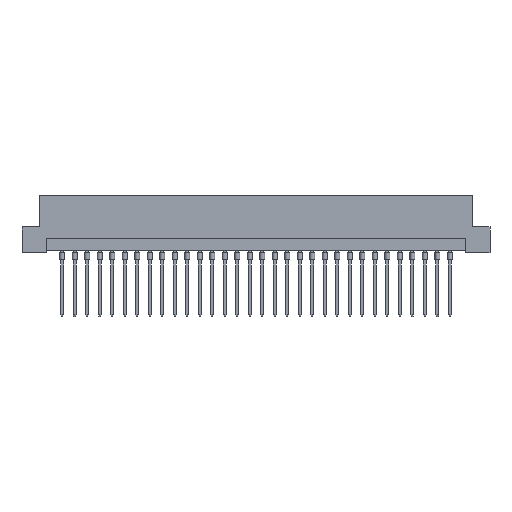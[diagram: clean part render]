
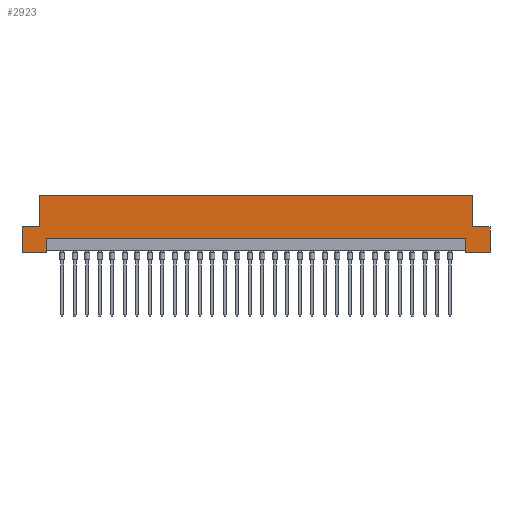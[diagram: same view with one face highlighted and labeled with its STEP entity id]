
A CAD part, front view. The second image highlights one B-rep face of the part: STEP entity #2923.
In plain terms, the highlighted planar face has unit normal (0, -1, 0).
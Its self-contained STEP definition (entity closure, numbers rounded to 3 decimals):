
#49 = DIRECTION ( 'NONE',  ( 1., 0., 0. ) ) ;
#227 = VERTEX_POINT ( 'NONE', #8618 ) ;
#635 = LINE ( 'NONE', #6176, #5798 ) ;
#735 = DIRECTION ( 'NONE',  ( 0., 0., 1. ) ) ;
#829 = CARTESIAN_POINT ( 'NONE',  ( 42.6, 0., 2.9 ) ) ;
#871 = ORIENTED_EDGE ( 'NONE', *, *, #12433, .F. ) ;
#950 = ORIENTED_EDGE ( 'NONE', *, *, #9965, .T. ) ;
#1037 = VECTOR ( 'NONE', #4087, 1000. ) ;
#1411 = LINE ( 'NONE', #8369, #7826 ) ;
#1767 = ORIENTED_EDGE ( 'NONE', *, *, #16458, .F. ) ;
#1939 = EDGE_CURVE ( 'NONE', #10306, #10500, #6079, .T. ) ;
#2066 = VECTOR ( 'NONE', #17502, 1000. ) ;
#2079 = ORIENTED_EDGE ( 'NONE', *, *, #7949, .F. ) ;
#2335 = EDGE_CURVE ( 'NONE', #8727, #16464, #4705, .T. ) ;
#2395 = CARTESIAN_POINT ( 'NONE',  ( -47.5, 0., 5.2 ) ) ;
#2511 = DIRECTION ( 'NONE',  ( -1., 0., 0. ) ) ;
#2757 = CARTESIAN_POINT ( 'NONE',  ( -47.5, 0., 0. ) ) ;
#2779 = VECTOR ( 'NONE', #735, 1000. ) ;
#2923 = ADVANCED_FACE ( 'NONE', ( #6546 ), #16003, .F. ) ;
#3049 = CARTESIAN_POINT ( 'NONE',  ( 47.5, 0., 0. ) ) ;
#3189 = EDGE_LOOP ( 'NONE', ( #1767, #950, #17324, #871, #12594, #6431, #16199, #12802, #7344, #7044, #5474, #2079 ) ) ;
#3770 = VECTOR ( 'NONE', #14671, 1000. ) ;
#4087 = DIRECTION ( 'NONE',  ( 0., 0., 1. ) ) ;
#4509 = EDGE_CURVE ( 'NONE', #17597, #11901, #9443, .T. ) ;
#4530 = CARTESIAN_POINT ( 'NONE',  ( -42.6, 0., 2.9 ) ) ;
#4539 = CARTESIAN_POINT ( 'NONE',  ( -44., 0., 11.6 ) ) ;
#4705 = LINE ( 'NONE', #10152, #13861 ) ;
#4744 = VERTEX_POINT ( 'NONE', #4530 ) ;
#4998 = EDGE_CURVE ( 'NONE', #10500, #17597, #7932, .T. ) ;
#5036 = VERTEX_POINT ( 'NONE', #14623 ) ;
#5171 = CARTESIAN_POINT ( 'NONE',  ( -44., 0., 5.2 ) ) ;
#5474 = ORIENTED_EDGE ( 'NONE', *, *, #8966, .F. ) ;
#5702 = CARTESIAN_POINT ( 'NONE',  ( -47.5, 0., 0. ) ) ;
#5798 = VECTOR ( 'NONE', #15712, 1000. ) ;
#6079 = LINE ( 'NONE', #16976, #2779 ) ;
#6176 = CARTESIAN_POINT ( 'NONE',  ( 42.6, 0., 0.5 ) ) ;
#6263 = CARTESIAN_POINT ( 'NONE',  ( 42.6, 0., 0. ) ) ;
#6431 = ORIENTED_EDGE ( 'NONE', *, *, #15005, .T. ) ;
#6500 = CARTESIAN_POINT ( 'NONE',  ( 44., 0., 11.6 ) ) ;
#6546 = FACE_OUTER_BOUND ( 'NONE', #3189, .T. ) ;
#6774 = LINE ( 'NONE', #14984, #9245 ) ;
#6849 = DIRECTION ( 'NONE',  ( 1., 0., 0. ) ) ;
#7044 = ORIENTED_EDGE ( 'NONE', *, *, #1939, .F. ) ;
#7203 = CARTESIAN_POINT ( 'NONE',  ( -42.6, 0., 0. ) ) ;
#7301 = CARTESIAN_POINT ( 'NONE',  ( 47.5, 0., 0. ) ) ;
#7344 = ORIENTED_EDGE ( 'NONE', *, *, #4998, .F. ) ;
#7616 = LINE ( 'NONE', #16315, #1037 ) ;
#7826 = VECTOR ( 'NONE', #6849, 1000. ) ;
#7932 = LINE ( 'NONE', #2395, #16007 ) ;
#7949 = EDGE_CURVE ( 'NONE', #4744, #15202, #12160, .T. ) ;
#8369 = CARTESIAN_POINT ( 'NONE',  ( -47.5, 0., 11.6 ) ) ;
#8532 = LINE ( 'NONE', #7301, #16016 ) ;
#8618 = CARTESIAN_POINT ( 'NONE',  ( 42.6, 0., 2.9 ) ) ;
#8727 = VERTEX_POINT ( 'NONE', #3049 ) ;
#8906 = CARTESIAN_POINT ( 'NONE',  ( -47.5, 0., 5.2 ) ) ;
#8966 = EDGE_CURVE ( 'NONE', #15202, #10306, #10554, .T. ) ;
#9205 = LINE ( 'NONE', #829, #11236 ) ;
#9245 = VECTOR ( 'NONE', #16496, 1000. ) ;
#9443 = LINE ( 'NONE', #5171, #13915 ) ;
#9965 = EDGE_CURVE ( 'NONE', #227, #16464, #635, .T. ) ;
#10152 = CARTESIAN_POINT ( 'NONE',  ( -47.5, 0., 0. ) ) ;
#10306 = VERTEX_POINT ( 'NONE', #5702 ) ;
#10400 = DIRECTION ( 'NONE',  ( 0., 1., 0. ) ) ;
#10457 = DIRECTION ( 'NONE',  ( 0., 0., 1. ) ) ;
#10500 = VERTEX_POINT ( 'NONE', #8906 ) ;
#10554 = LINE ( 'NONE', #2757, #3770 ) ;
#11155 = VERTEX_POINT ( 'NONE', #14606 ) ;
#11236 = VECTOR ( 'NONE', #2511, 1000. ) ;
#11901 = VERTEX_POINT ( 'NONE', #4539 ) ;
#12160 = LINE ( 'NONE', #17326, #2066 ) ;
#12433 = EDGE_CURVE ( 'NONE', #11155, #8727, #8532, .T. ) ;
#12594 = ORIENTED_EDGE ( 'NONE', *, *, #17064, .F. ) ;
#12754 = DIRECTION ( 'NONE',  ( 0., 0., -1. ) ) ;
#12796 = CARTESIAN_POINT ( 'NONE',  ( -44., 0., 5.2 ) ) ;
#12802 = ORIENTED_EDGE ( 'NONE', *, *, #4509, .F. ) ;
#13861 = VECTOR ( 'NONE', #15596, 1000. ) ;
#13915 = VECTOR ( 'NONE', #10457, 1000. ) ;
#14581 = CARTESIAN_POINT ( 'NONE',  ( -47.5, 0., 11.6 ) ) ;
#14606 = CARTESIAN_POINT ( 'NONE',  ( 47.5, 0., 5.2 ) ) ;
#14623 = CARTESIAN_POINT ( 'NONE',  ( 44., 0., 5.2 ) ) ;
#14671 = DIRECTION ( 'NONE',  ( -1., 0., 0. ) ) ;
#14984 = CARTESIAN_POINT ( 'NONE',  ( 47.5, 0., 5.2 ) ) ;
#15005 = EDGE_CURVE ( 'NONE', #5036, #15528, #7616, .T. ) ;
#15202 = VERTEX_POINT ( 'NONE', #7203 ) ;
#15528 = VERTEX_POINT ( 'NONE', #6500 ) ;
#15596 = DIRECTION ( 'NONE',  ( -1., 0., 0. ) ) ;
#15712 = DIRECTION ( 'NONE',  ( 0., 0., -1. ) ) ;
#15842 = DIRECTION ( 'NONE',  ( 0., 0., 1. ) ) ;
#16003 = PLANE ( 'NONE',  #16682 ) ;
#16007 = VECTOR ( 'NONE', #49, 1000. ) ;
#16016 = VECTOR ( 'NONE', #12754, 1000. ) ;
#16199 = ORIENTED_EDGE ( 'NONE', *, *, #17100, .F. ) ;
#16315 = CARTESIAN_POINT ( 'NONE',  ( 44., 0., 5.2 ) ) ;
#16458 = EDGE_CURVE ( 'NONE', #227, #4744, #9205, .T. ) ;
#16464 = VERTEX_POINT ( 'NONE', #6263 ) ;
#16496 = DIRECTION ( 'NONE',  ( 1., 0., 0. ) ) ;
#16682 = AXIS2_PLACEMENT_3D ( 'NONE', #14581, #10400, #15842 ) ;
#16976 = CARTESIAN_POINT ( 'NONE',  ( -47.5, 0., 0. ) ) ;
#17064 = EDGE_CURVE ( 'NONE', #5036, #11155, #6774, .T. ) ;
#17100 = EDGE_CURVE ( 'NONE', #11901, #15528, #1411, .T. ) ;
#17324 = ORIENTED_EDGE ( 'NONE', *, *, #2335, .F. ) ;
#17326 = CARTESIAN_POINT ( 'NONE',  ( -42.6, 0., 0.5 ) ) ;
#17502 = DIRECTION ( 'NONE',  ( 0., 0., -1. ) ) ;
#17597 = VERTEX_POINT ( 'NONE', #12796 ) ;
